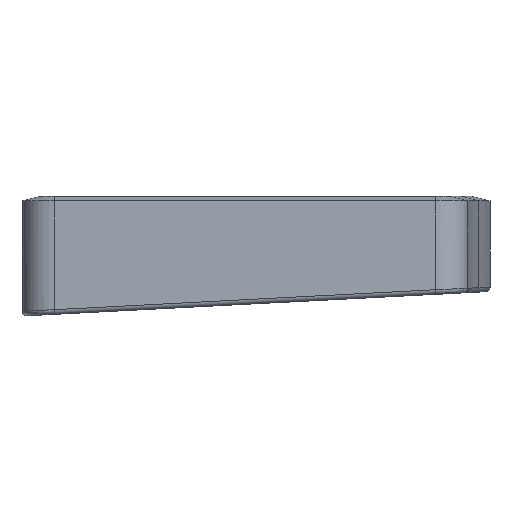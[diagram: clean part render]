
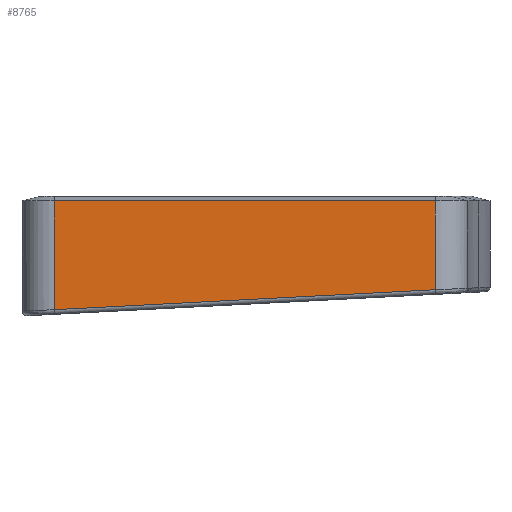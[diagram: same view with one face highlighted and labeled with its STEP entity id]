
A CAD part, left-side view. The second image highlights one B-rep face of the part: STEP entity #8765.
In plain terms, the highlighted planar face has unit normal (-1, 0, 0).
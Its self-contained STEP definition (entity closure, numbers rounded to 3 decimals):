
#172=PLANE('',#9388);
#547=FACE_OUTER_BOUND('',#1057,.T.);
#1057=EDGE_LOOP('',(#6625,#6626,#6627,#6628));
#2272=LINE('',#19227,#2903);
#2301=LINE('',#19437,#2932);
#2310=LINE('',#19462,#2941);
#2311=LINE('',#19464,#2942);
#2903=VECTOR('',#10660,10.);
#2932=VECTOR('',#10775,10.);
#2941=VECTOR('',#10806,10.);
#2942=VECTOR('',#10809,10.);
#3818=VERTEX_POINT('',#19221);
#3819=VERTEX_POINT('',#19225);
#3843=VERTEX_POINT('',#19423);
#3846=VERTEX_POINT('',#19433);
#4887=EDGE_CURVE('',#3819,#3818,#2272,.T.);
#4940=EDGE_CURVE('',#3843,#3846,#2301,.T.);
#4953=EDGE_CURVE('',#3846,#3819,#2310,.T.);
#4954=EDGE_CURVE('',#3818,#3843,#2311,.T.);
#6625=ORIENTED_EDGE('',*,*,#4887,.F.);
#6626=ORIENTED_EDGE('',*,*,#4953,.F.);
#6627=ORIENTED_EDGE('',*,*,#4940,.F.);
#6628=ORIENTED_EDGE('',*,*,#4954,.F.);
#8765=ADVANCED_FACE('',(#547),#172,.T.);
#9388=AXIS2_PLACEMENT_3D('',#19463,#10807,#10808);
#10660=DIRECTION('',(0.,0.999,-0.052));
#10775=DIRECTION('',(0.,-1.,0.));
#10806=DIRECTION('',(0.,0.,-1.));
#10807=DIRECTION('center_axis',(-1.,0.,0.));
#10808=DIRECTION('ref_axis',(0.,-1.,0.));
#10809=DIRECTION('',(0.,0.,1.));
#19221=CARTESIAN_POINT('',(-20.,3.,-16.673));
#19225=CARTESIAN_POINT('',(-20.,-79.2,-12.365));
#19227=CARTESIAN_POINT('',(-20.,-15.691,-15.694));
#19423=CARTESIAN_POINT('',(-20.,3.,6.8));
#19433=CARTESIAN_POINT('',(-20.,-79.2,6.8));
#19437=CARTESIAN_POINT('',(-20.,-15.241,6.8));
#19462=CARTESIAN_POINT('',(-20.,-79.2,0.));
#19463=CARTESIAN_POINT('Origin',(-20.,10.,0.));
#19464=CARTESIAN_POINT('',(-20.,3.,0.));
